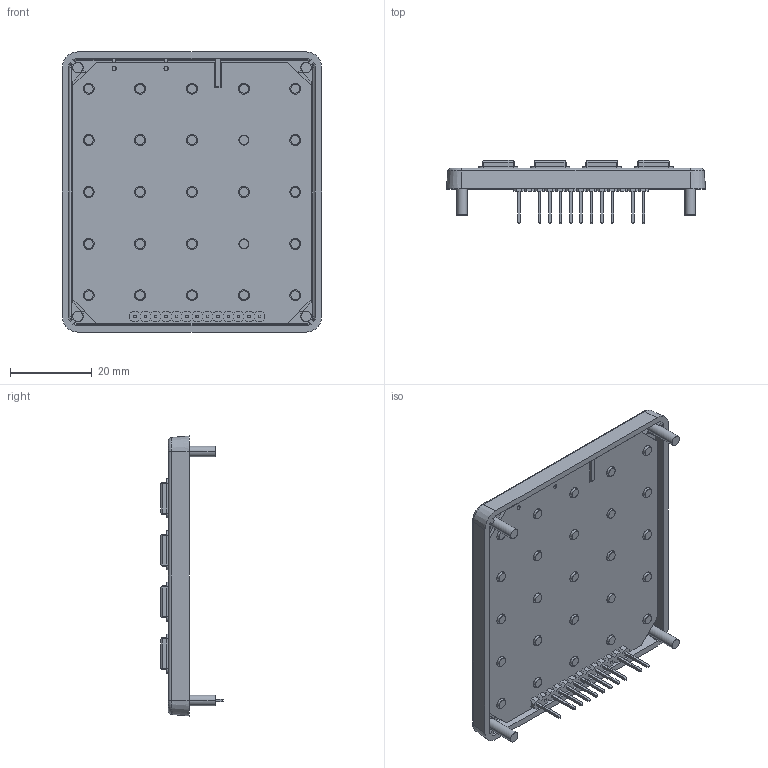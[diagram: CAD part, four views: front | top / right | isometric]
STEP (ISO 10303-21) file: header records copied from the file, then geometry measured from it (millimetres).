
FILE_DESCRIPTION((''),'2;1');
FILE_NAME('96BB2-006-FS-EL_SW0001','2017-05-05T',('dlatimer'),(''),'PRO/ENGINEER BY PARAMETRIC TECHNOLOGY CORPORATION, 2016100','PRO/ENGINEER BY PARAMETRIC TECHNOLOGY CORPORATION, 2016100','');
FILE_SCHEMA(('CONFIG_CONTROL_DESIGN'));
Length unit declared in the file: inch
Products named in the file (1): 96BB2-006-FS-EL_SW0001
Bounding box: 63.5 x 15.37 x 68.58 mm (x, y, z)
Surface area: 25675.7 mm2 (no closed solid volume)
Topology: 0 solids, 34 shells, 833 faces, 2865 edges, 2114 vertices
Faces by surface type: plane 546, cylinder 263, torus 12, cone 12
Entity records: 31847 total; most frequent: CARTESIAN_POINT 6780, DIRECTION 5153, ORIENTED_EDGE 4706, EDGE_CURVE 2865, VERTEX_POINT 2114, VECTOR 1827, LINE 1827, AXIS2_PLACEMENT_3D 1663
